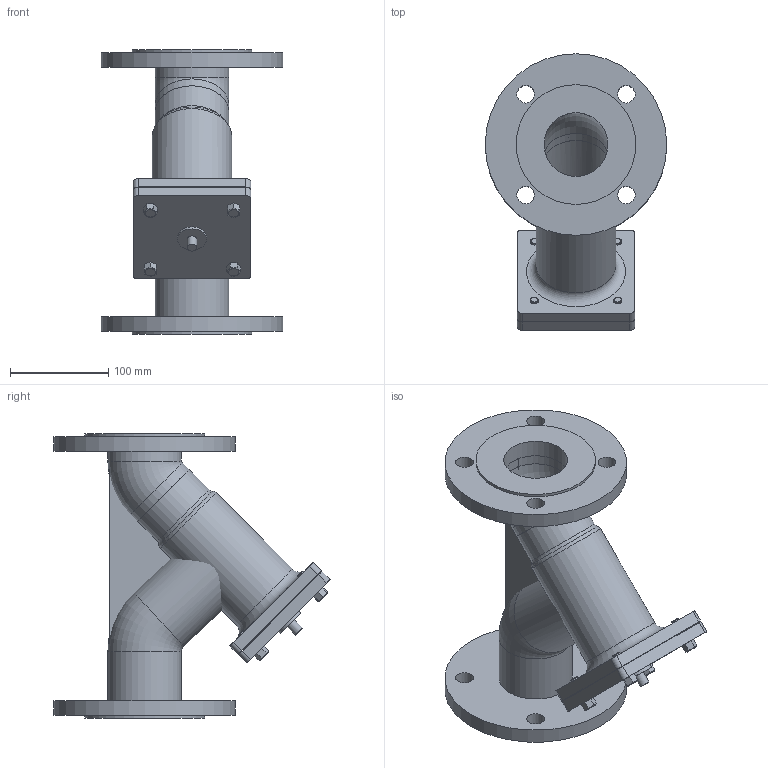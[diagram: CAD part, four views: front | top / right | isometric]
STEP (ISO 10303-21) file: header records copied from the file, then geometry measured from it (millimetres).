
FILE_DESCRIPTION(/* description */ ('STRAINER VM 6325 DN65'),/* implementation_level */ '2;1');
FILE_NAME(/* name */ 'STRAINER VM 6325 DN65.stp',/* time_stamp */ '2020-04-07T16:12:22+06:00',/* author */ ('rahul_marsute'),/* organization */ (''),/* preprocessor_version */ 'ST-DEVELOPER v18',/* originating_system */ 'Autodesk Inventor 2020',/* authorisation */ '');
FILE_SCHEMA (('AUTOMOTIVE_DESIGN { 1 0 10303 214 3 1 1 }'));
Length unit declared in the file: millimetre
Products named in the file (1): STRAINER VM 6325 DN65
Bounding box: 185 x 281.5 x 290 mm (x, y, z)
Volume: 1619465.8 mm3; surface area: 361152.2 mm2
Topology: 3 solids, 3 shells, 130 faces, 357 edges, 246 vertices
Faces by surface type: plane 70, cylinder 45, cone 8, torus 7
Full cylindrical faces by diameter (mm): 8 x4, 10 x1, 18 x8, 30 x1, 65 x8, 75 x4, 81 x1, 122 x2, 185 x2
Entity records: 4462 total; most frequent: CARTESIAN_POINT 959, DIRECTION 748, ORIENTED_EDGE 714, EDGE_CURVE 357, AXIS2_PLACEMENT_3D 292, VERTEX_POINT 246, EDGE_LOOP 169, LINE 164
